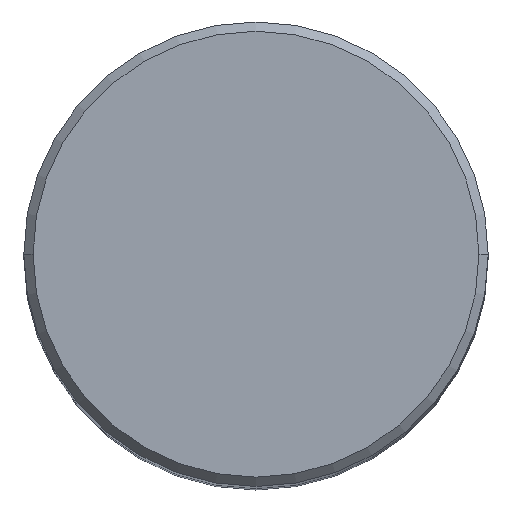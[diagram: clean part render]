
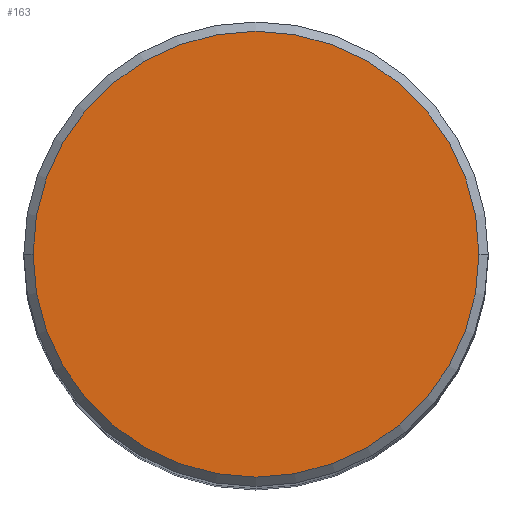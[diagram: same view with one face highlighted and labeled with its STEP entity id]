
A CAD part, top view. The second image highlights one B-rep face of the part: STEP entity #163.
In plain terms, the highlighted planar face has unit normal (0, 0, 1).
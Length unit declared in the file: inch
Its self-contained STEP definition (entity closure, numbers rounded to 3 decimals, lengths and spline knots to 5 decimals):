
#32 = DIRECTION ( 'NONE',  ( 0., 0., -1. ) ) ;
#42 = EDGE_CURVE ( 'NONE', #415, #222, #342, .T. ) ;
#54 = CARTESIAN_POINT ( 'NONE',  ( 0.48, 0., 0. ) ) ;
#87 = ORIENTED_EDGE ( 'NONE', *, *, #42, .T. ) ;
#108 = PLANE ( 'NONE',  #358 ) ;
#154 = CARTESIAN_POINT ( 'NONE',  ( -0.48, 0., 0. ) ) ;
#161 = EDGE_CURVE ( 'NONE', #222, #415, #347, .T. ) ;
#163 = ADVANCED_FACE ( 'NONE', ( #451 ), #108, .F. ) ;
#188 = DIRECTION ( 'NONE',  ( -1., 0., 0. ) ) ;
#219 = AXIS2_PLACEMENT_3D ( 'NONE', #474, #252, #258 ) ;
#222 = VERTEX_POINT ( 'NONE', #154 ) ;
#226 = DIRECTION ( 'NONE',  ( 0., 0., 1. ) ) ;
#252 = DIRECTION ( 'NONE',  ( 0., 0., 1. ) ) ;
#258 = DIRECTION ( 'NONE',  ( 1., 0., 0. ) ) ;
#306 = CARTESIAN_POINT ( 'NONE',  ( 0., 0., 0. ) ) ;
#316 = ORIENTED_EDGE ( 'NONE', *, *, #161, .T. ) ;
#342 = CIRCLE ( 'NONE', #219, 0.48 ) ;
#347 = CIRCLE ( 'NONE', #353, 0.48 ) ;
#353 = AXIS2_PLACEMENT_3D ( 'NONE', #306, #226, #378 ) ;
#358 = AXIS2_PLACEMENT_3D ( 'NONE', #414, #32, #188 ) ;
#378 = DIRECTION ( 'NONE',  ( 1., 0., 0. ) ) ;
#396 = EDGE_LOOP ( 'NONE', ( #316, #87 ) ) ;
#414 = CARTESIAN_POINT ( 'NONE',  ( 0., 0.48, 0. ) ) ;
#415 = VERTEX_POINT ( 'NONE', #54 ) ;
#451 = FACE_OUTER_BOUND ( 'NONE', #396, .T. ) ;
#474 = CARTESIAN_POINT ( 'NONE',  ( 0., 0., 0. ) ) ;
